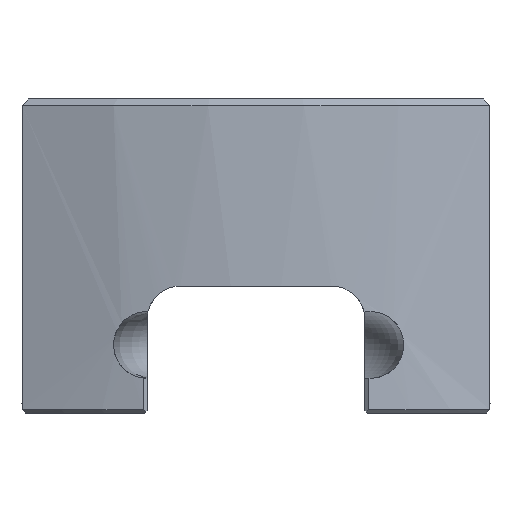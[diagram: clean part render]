
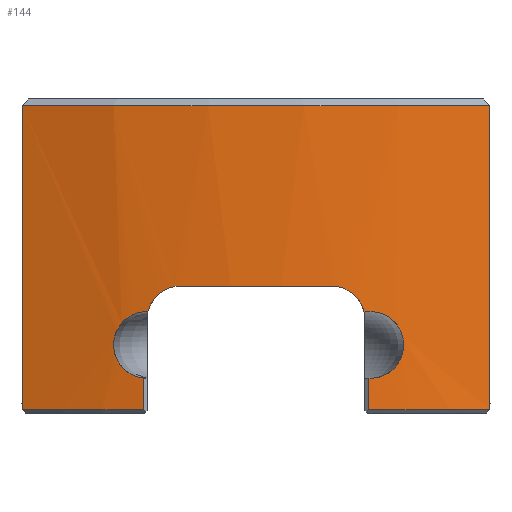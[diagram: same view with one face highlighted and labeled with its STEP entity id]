
A CAD part, left-side view. The second image highlights one B-rep face of the part: STEP entity #144.
In plain terms, the highlighted cylindrical face has radius 95 mm (diameter 190 mm), a partial arc.
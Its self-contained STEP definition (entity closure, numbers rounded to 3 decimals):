
#67=CYLINDRICAL_SURFACE('',#1250,95.);
#88=B_SPLINE_CURVE_WITH_KNOTS('',3,(#1872,#1873,#1874,#1875,#1876,#1877,
#1878,#1879,#1880,#1881),.UNSPECIFIED.,.F.,.F.,(4,2,2,2,4),(0.,0.25,0.5,
0.75,1.),.UNSPECIFIED.);
#92=B_SPLINE_CURVE_WITH_KNOTS('',3,(#1919,#1920,#1921,#1922,#1923,#1924,
#1925,#1926,#1927,#1928),.UNSPECIFIED.,.F.,.F.,(4,2,2,2,4),(0.,0.25,0.5,
0.75,1.),.UNSPECIFIED.);
#95=B_SPLINE_CURVE_WITH_KNOTS('',3,(#1959,#1960,#1961,#1962,#1963,#1964),
 .UNSPECIFIED.,.F.,.F.,(4,2,4),(0.,0.5,1.),.UNSPECIFIED.);
#100=B_SPLINE_CURVE_WITH_KNOTS('',3,(#2014,#2015,#2016,#2017,#2018,#2019),
 .UNSPECIFIED.,.F.,.F.,(4,2,4),(0.,0.5,1.),.UNSPECIFIED.);
#144=ADVANCED_FACE('',(#245),#67,.T.);
#245=FACE_OUTER_BOUND('',#309,.T.);
#309=EDGE_LOOP('',(#551,#552,#553,#554,#555,#556,#557,#558,#559,#560,#561,
#562));
#359=CIRCLE('',#1236,95.);
#365=CIRCLE('',#1246,95.);
#366=CIRCLE('',#1248,95.);
#367=CIRCLE('',#1249,95.);
#551=ORIENTED_EDGE('',*,*,#933,.F.);
#552=ORIENTED_EDGE('',*,*,#897,.T.);
#553=ORIENTED_EDGE('',*,*,#934,.T.);
#554=ORIENTED_EDGE('',*,*,#935,.F.);
#555=ORIENTED_EDGE('',*,*,#891,.T.);
#556=ORIENTED_EDGE('',*,*,#932,.F.);
#557=ORIENTED_EDGE('',*,*,#843,.F.);
#558=ORIENTED_EDGE('',*,*,#936,.F.);
#559=ORIENTED_EDGE('',*,*,#937,.T.);
#560=ORIENTED_EDGE('',*,*,#904,.T.);
#561=ORIENTED_EDGE('',*,*,#917,.T.);
#562=ORIENTED_EDGE('',*,*,#920,.T.);
#727=VERTEX_POINT('',#1662);
#733=VERTEX_POINT('',#1684);
#766=VERTEX_POINT('',#1839);
#769=VERTEX_POINT('',#1860);
#773=VERTEX_POINT('',#1871);
#774=VERTEX_POINT('',#1882);
#778=VERTEX_POINT('',#1918);
#779=VERTEX_POINT('',#1929);
#786=VERTEX_POINT('',#1958);
#789=VERTEX_POINT('',#1970);
#795=VERTEX_POINT('',#2021);
#796=VERTEX_POINT('',#2024);
#843=EDGE_CURVE('',#727,#733,#999,.T.);
#891=EDGE_CURVE('',#766,#769,#1030,.T.);
#897=EDGE_CURVE('',#774,#773,#88,.T.);
#904=EDGE_CURVE('',#779,#778,#92,.T.);
#917=EDGE_CURVE('',#778,#786,#95,.T.);
#920=EDGE_CURVE('',#786,#789,#359,.T.);
#932=EDGE_CURVE('',#733,#769,#365,.T.);
#933=EDGE_CURVE('',#774,#789,#100,.T.);
#934=EDGE_CURVE('',#773,#795,#1047,.T.);
#935=EDGE_CURVE('',#766,#795,#366,.T.);
#936=EDGE_CURVE('',#796,#727,#367,.T.);
#937=EDGE_CURVE('',#796,#779,#1048,.T.);
#999=LINE('',#1683,#1094);
#1030=LINE('',#1861,#1125);
#1047=LINE('',#2020,#1142);
#1048=LINE('',#2025,#1143);
#1094=VECTOR('',#1356,1.);
#1125=VECTOR('',#1427,1.);
#1142=VECTOR('',#1494,1.);
#1143=VECTOR('',#1499,1.);
#1236=AXIS2_PLACEMENT_3D('',#1971,#1468,#1469);
#1246=AXIS2_PLACEMENT_3D('',#2012,#1490,#1491);
#1248=AXIS2_PLACEMENT_3D('',#2022,#1495,#1496);
#1249=AXIS2_PLACEMENT_3D('',#2023,#1497,#1498);
#1250=AXIS2_PLACEMENT_3D('',#2026,#1500,#1501);
#1356=DIRECTION('',(0.,0.,1.));
#1427=DIRECTION('',(0.,0.,1.));
#1468=DIRECTION('',(0.,0.,1.));
#1469=DIRECTION('',(-1.,0.,0.));
#1490=DIRECTION('',(0.,0.,1.));
#1491=DIRECTION('',(-0.93,0.368,0.));
#1494=DIRECTION('',(0.,0.,-1.));
#1495=DIRECTION('',(0.,0.,-1.));
#1496=DIRECTION('',(-0.93,-0.368,0.));
#1497=DIRECTION('',(0.,0.,-1.));
#1498=DIRECTION('',(-0.984,0.178,0.));
#1499=DIRECTION('',(0.,0.,1.));
#1500=DIRECTION('',(0.,0.,1.));
#1501=DIRECTION('',(-1.,0.,0.));
#1662=CARTESIAN_POINT('',(-202.818,35.,-46.5));
#1683=CARTESIAN_POINT('',(-202.818,35.,-46.5));
#1684=CARTESIAN_POINT('',(-202.818,35.,-1.));
#1839=CARTESIAN_POINT('',(-202.818,-35.,-46.5));
#1860=CARTESIAN_POINT('',(-202.818,-35.,-1.));
#1861=CARTESIAN_POINT('',(-202.818,-35.,-46.5));
#1871=CARTESIAN_POINT('',(-207.987,-16.889,-41.796));
#1872=CARTESIAN_POINT('',(-208.113,-16.174,-31.886));
#1873=CARTESIAN_POINT('',(-207.873,-17.563,-31.625));
#1874=CARTESIAN_POINT('',(-207.582,-19.024,-31.98));
#1875=CARTESIAN_POINT('',(-207.102,-21.238,-33.668));
#1876=CARTESIAN_POINT('',(-206.922,-21.981,-35.008));
#1877=CARTESIAN_POINT('',(-206.872,-22.192,-37.855));
#1878=CARTESIAN_POINT('',(-207.006,-21.65,-39.3));
#1879=CARTESIAN_POINT('',(-207.441,-19.695,-41.296));
#1880=CARTESIAN_POINT('',(-207.732,-18.298,-41.855));
#1881=CARTESIAN_POINT('',(-207.987,-16.889,-41.796));
#1882=CARTESIAN_POINT('',(-208.113,-16.174,-31.886));
#1918=CARTESIAN_POINT('',(-208.116,16.154,-31.802));
#1919=CARTESIAN_POINT('',(-207.987,16.889,-41.765));
#1920=CARTESIAN_POINT('',(-207.758,18.156,-41.615));
#1921=CARTESIAN_POINT('',(-207.515,19.334,-40.973));
#1922=CARTESIAN_POINT('',(-207.163,20.959,-39.016));
#1923=CARTESIAN_POINT('',(-207.063,21.381,-37.702));
#1924=CARTESIAN_POINT('',(-207.106,21.191,-35.153));
#1925=CARTESIAN_POINT('',(-207.249,20.58,-33.92));
#1926=CARTESIAN_POINT('',(-207.649,18.686,-32.226));
#1927=CARTESIAN_POINT('',(-207.896,17.431,-31.765));
#1928=CARTESIAN_POINT('',(-208.116,16.154,-31.802));
#1929=CARTESIAN_POINT('',(-207.987,16.889,-41.765));
#1958=CARTESIAN_POINT('',(-208.826,11.3,-28.));
#1959=CARTESIAN_POINT('',(-208.116,16.154,-31.802));
#1960=CARTESIAN_POINT('',(-208.163,15.885,-30.711));
#1961=CARTESIAN_POINT('',(-208.271,15.257,-29.747));
#1962=CARTESIAN_POINT('',(-208.54,13.5,-28.373));
#1963=CARTESIAN_POINT('',(-208.692,12.416,-28.));
#1964=CARTESIAN_POINT('',(-208.826,11.3,-28.));
#1970=CARTESIAN_POINT('',(-208.826,-11.3,-28.));
#1971=CARTESIAN_POINT('',(-114.5,0.,-28.));
#2012=CARTESIAN_POINT('',(-114.5,0.,-1.));
#2014=CARTESIAN_POINT('',(-208.113,-16.174,-31.886));
#2015=CARTESIAN_POINT('',(-208.157,-15.921,-30.776));
#2016=CARTESIAN_POINT('',(-208.265,-15.296,-29.789));
#2017=CARTESIAN_POINT('',(-208.536,-13.527,-28.383));
#2018=CARTESIAN_POINT('',(-208.69,-12.431,-28.));
#2019=CARTESIAN_POINT('',(-208.826,-11.3,-28.));
#2020=CARTESIAN_POINT('',(-207.987,-16.889,-41.8));
#2021=CARTESIAN_POINT('',(-207.987,-16.889,-46.5));
#2022=CARTESIAN_POINT('',(-114.5,0.,-46.5));
#2023=CARTESIAN_POINT('',(-114.5,0.,-46.5));
#2024=CARTESIAN_POINT('',(-207.987,16.889,-46.5));
#2025=CARTESIAN_POINT('',(-207.987,16.889,-46.5));
#2026=CARTESIAN_POINT('',(-114.5,0.,-47.));
